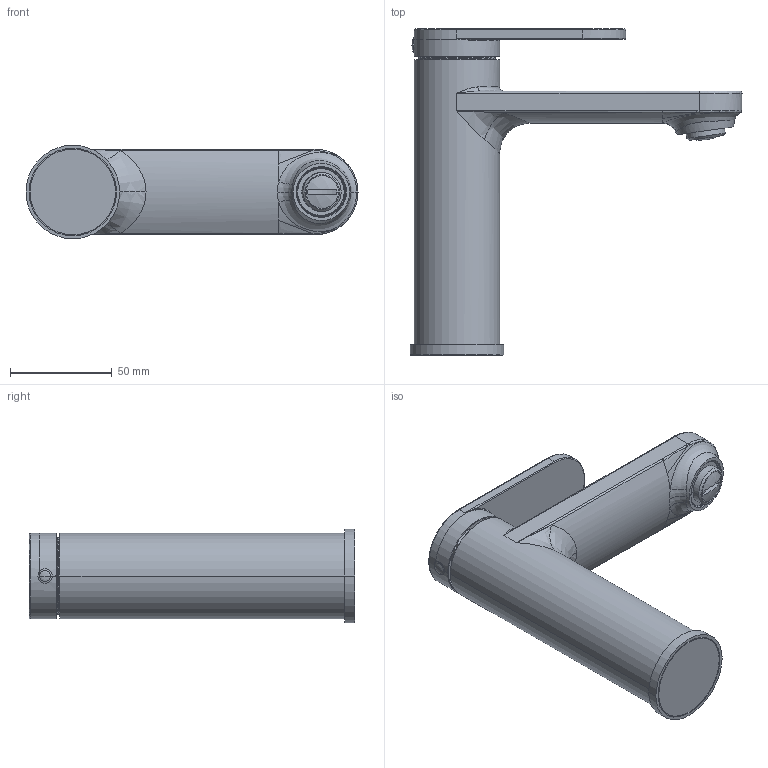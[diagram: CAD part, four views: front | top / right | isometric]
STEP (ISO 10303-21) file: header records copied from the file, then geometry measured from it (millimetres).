
FILE_DESCRIPTION((''),'2;1');
FILE_NAME('1A1017_ASM','2023-06-14T',('Administrator'),(''),'PRO/ENGINEER BY PARAMETRIC TECHNOLOGY CORPORATION, 2010280','PRO/ENGINEER BY PARAMETRIC TECHNOLOGY CORPORATION, 2010280','');
FILE_SCHEMA(('CONFIG_CONTROL_DESIGN'));
Length unit declared in the file: millimetre
Products named in the file (11): 2A1017-11-01CP_33; 2A1017-11CP_ASM_5_ASM_ASM; 2A4002-32CP_10; 2A1017-21CP_30; 3WZ1004NT_4; 3LS1001_2; 2A1017-31CP_3; 3ZS1006_2; 1A1017CP_ASM_4_ASM_ASM; 1A1017CP_ASM_ASM_ASM; 1A1017_ASM
Assembly tree (10 placements, depth 5):
  1A1017_ASM
    1A1017CP_ASM_ASM_ASM
      1A1017CP_ASM_4_ASM_ASM
        2A1017-11CP_ASM_5_ASM_ASM
          2A1017-11-01CP_33
        2A4002-32CP_10
        2A1017-21CP_30
        3WZ1004NT_4
        3LS1001_2
        2A1017-31CP_3
        3ZS1006_2
Bounding box: 163.15 x 160.2 x 46 mm (x, y, z)
Volume: 260344.4 mm3; surface area: 69524.8 mm2
Topology: 7 solids, 7 shells, 332 faces, 885 edges, 579 vertices
Faces by surface type: plane 120, cylinder 110, bspline 64, cone 24, torus 10, sphere 4
Entity records: 18674 total; most frequent: CARTESIAN_POINT 10738, ORIENTED_EDGE 1758, DIRECTION 1399, EDGE_CURVE 879, VERTEX_POINT 579, AXIS2_PLACEMENT_3D 503, VECTOR 393, LINE 393
